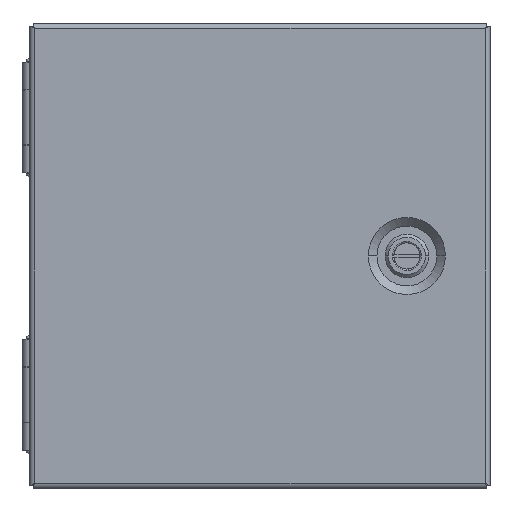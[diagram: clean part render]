
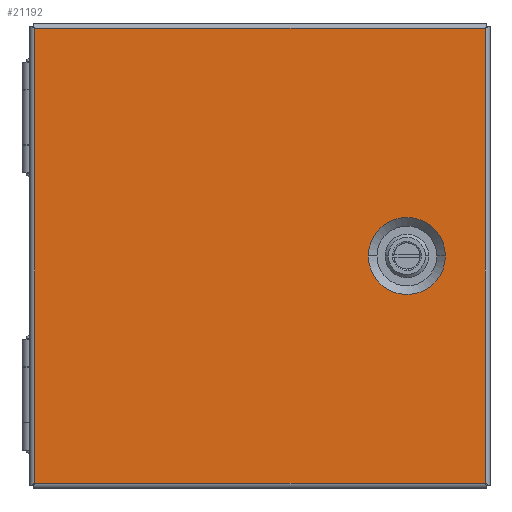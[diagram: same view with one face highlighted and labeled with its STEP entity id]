
A CAD part, top view. The second image highlights one B-rep face of the part: STEP entity #21192.
In plain terms, the highlighted planar face has unit normal (0, 0, 1).
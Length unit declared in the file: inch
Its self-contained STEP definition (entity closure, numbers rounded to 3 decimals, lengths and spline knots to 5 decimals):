
#333 = CARTESIAN_POINT ( 'NONE',  ( -4.0855, -4.104, 4.118 ) ) ;
#539 = PLANE ( 'NONE',  #10721 ) ;
#578 = LINE ( 'NONE', #21995, #6934 ) ;
#1399 = EDGE_CURVE ( 'NONE', #5644, #10216, #16388, .T. ) ;
#1405 = EDGE_CURVE ( 'NONE', #2072, #5891, #17484, .T. ) ;
#1856 = AXIS2_PLACEMENT_3D ( 'NONE', #17770, #14332, #12180 ) ;
#2072 = VERTEX_POINT ( 'NONE', #15437 ) ;
#2219 = ORIENTED_EDGE ( 'NONE', *, *, #1399, .T. ) ;
#2337 = CARTESIAN_POINT ( 'NONE',  ( 4.0425, -4.104, 4.118 ) ) ;
#3639 = ORIENTED_EDGE ( 'NONE', *, *, #6074, .T. ) ;
#5644 = VERTEX_POINT ( 'NONE', #9688 ) ;
#5891 = VERTEX_POINT ( 'NONE', #10723 ) ;
#6009 = VERTEX_POINT ( 'NONE', #11666 ) ;
#6074 = EDGE_CURVE ( 'NONE', #11203, #6009, #7996, .T. ) ;
#6910 = ORIENTED_EDGE ( 'NONE', *, *, #7793, .T. ) ;
#6929 = EDGE_LOOP ( 'NONE', ( #19389, #2219, #21663, #3639 ) ) ;
#6934 = VECTOR ( 'NONE', #18336, 39.37008 ) ;
#7793 = EDGE_CURVE ( 'NONE', #5891, #2072, #11245, .T. ) ;
#7996 = LINE ( 'NONE', #11436, #9156 ) ;
#9156 = VECTOR ( 'NONE', #17334, 39.37008 ) ;
#9430 = DIRECTION ( 'NONE',  ( 1., 0., 0. ) ) ;
#9555 = CARTESIAN_POINT ( 'NONE',  ( 4.0425, -4.104, 4.118 ) ) ;
#9688 = CARTESIAN_POINT ( 'NONE',  ( -4.0855, 4.104, 4.118 ) ) ;
#10216 = VERTEX_POINT ( 'NONE', #14241 ) ;
#10372 = AXIS2_PLACEMENT_3D ( 'NONE', #22651, #11567, #9430 ) ;
#10721 = AXIS2_PLACEMENT_3D ( 'NONE', #2337, #20937, #16985 ) ;
#10723 = CARTESIAN_POINT ( 'NONE',  ( 1.93361, 0., 4.118 ) ) ;
#11203 = VERTEX_POINT ( 'NONE', #9555 ) ;
#11245 = CIRCLE ( 'NONE', #1856, 0.69489 ) ;
#11436 = CARTESIAN_POINT ( 'NONE',  ( 4.0425, -4.104, 4.118 ) ) ;
#11567 = DIRECTION ( 'NONE',  ( 0., 0., -1. ) ) ;
#11666 = CARTESIAN_POINT ( 'NONE',  ( 4.0425, 4.104, 4.118 ) ) ;
#12180 = DIRECTION ( 'NONE',  ( 1., 0., 0. ) ) ;
#14241 = CARTESIAN_POINT ( 'NONE',  ( -4.0855, -4.104, 4.118 ) ) ;
#14332 = DIRECTION ( 'NONE',  ( 0., 0., -1. ) ) ;
#14950 = DIRECTION ( 'NONE',  ( 1., 0., 0. ) ) ;
#15437 = CARTESIAN_POINT ( 'NONE',  ( 3.32339, 0., 4.118 ) ) ;
#15826 = FACE_OUTER_BOUND ( 'NONE', #6929, .T. ) ;
#16388 = LINE ( 'NONE', #333, #22423 ) ;
#16985 = DIRECTION ( 'NONE',  ( 1., 0., 0. ) ) ;
#17216 = EDGE_LOOP ( 'NONE', ( #22250, #6910 ) ) ;
#17334 = DIRECTION ( 'NONE',  ( 0., 1., 0. ) ) ;
#17484 = CIRCLE ( 'NONE', #10372, 0.69489 ) ;
#17770 = CARTESIAN_POINT ( 'NONE',  ( 2.6285, 0., 4.118 ) ) ;
#18336 = DIRECTION ( 'NONE',  ( -1., 0., 0. ) ) ;
#18485 = VECTOR ( 'NONE', #14950, 39.37008 ) ;
#18550 = CARTESIAN_POINT ( 'NONE',  ( 4.0425, -4.104, 4.118 ) ) ;
#18636 = DIRECTION ( 'NONE',  ( 0., -1., 0. ) ) ;
#18777 = EDGE_CURVE ( 'NONE', #6009, #5644, #578, .T. ) ;
#19389 = ORIENTED_EDGE ( 'NONE', *, *, #18777, .T. ) ;
#20445 = EDGE_CURVE ( 'NONE', #10216, #11203, #22532, .T. ) ;
#20709 = FACE_BOUND ( 'NONE', #17216, .T. ) ;
#20937 = DIRECTION ( 'NONE',  ( 0., 0., 1. ) ) ;
#21192 = ADVANCED_FACE ( 'NONE', ( #20709, #15826 ), #539, .T. ) ;
#21663 = ORIENTED_EDGE ( 'NONE', *, *, #20445, .T. ) ;
#21995 = CARTESIAN_POINT ( 'NONE',  ( 4.0425, 4.104, 4.118 ) ) ;
#22250 = ORIENTED_EDGE ( 'NONE', *, *, #1405, .T. ) ;
#22423 = VECTOR ( 'NONE', #18636, 39.37008 ) ;
#22532 = LINE ( 'NONE', #18550, #18485 ) ;
#22651 = CARTESIAN_POINT ( 'NONE',  ( 2.6285, 0., 4.118 ) ) ;
